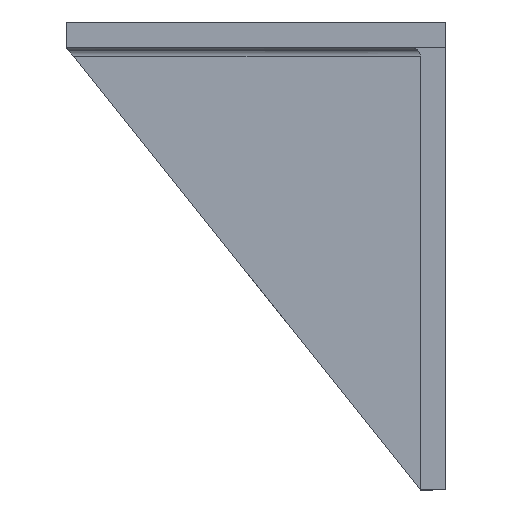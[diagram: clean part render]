
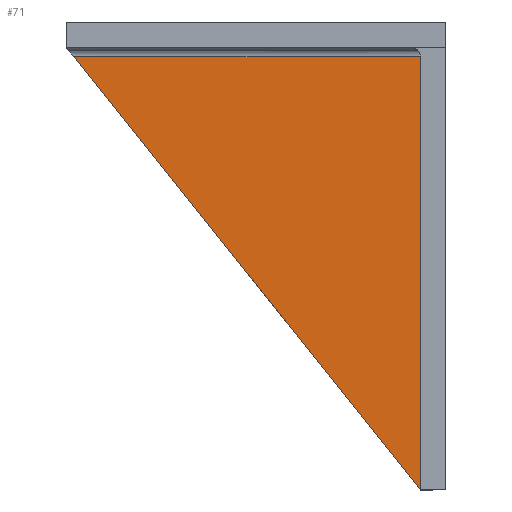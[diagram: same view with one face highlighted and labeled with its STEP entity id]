
A CAD part, top view. The second image highlights one B-rep face of the part: STEP entity #71.
In plain terms, the highlighted planar face has unit normal (0, 0, 1).
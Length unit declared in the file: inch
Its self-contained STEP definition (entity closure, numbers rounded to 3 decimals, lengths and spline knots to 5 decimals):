
#71=ADVANCED_FACE('',(#163),#164,.T.);
#163=FACE_OUTER_BOUND('',#295,.T.);
#164=PLANE('',#296);
#295=EDGE_LOOP('',(#537,#538,#539));
#296=AXIS2_PLACEMENT_3D('',#540,#541,#542);
#537=ORIENTED_EDGE('',*,*,#768,.F.);
#538=ORIENTED_EDGE('',*,*,#804,.F.);
#539=ORIENTED_EDGE('',*,*,#805,.F.);
#540=CARTESIAN_POINT('',(-0.59097,1.37781,0.0625));
#541=DIRECTION('',(0.0,0.0,1.0));
#542=DIRECTION('',(1.0,0.0,0.0));
#768=EDGE_CURVE('',#899,#901,#902,.T.);
#804=EDGE_CURVE('',#966,#899,#967,.T.);
#805=EDGE_CURVE('',#901,#966,#968,.T.);
#899=VERTEX_POINT('',#1093);
#901=VERTEX_POINT('',#1095);
#902=LINE('',#1096,#1097);
#966=VERTEX_POINT('',#1193);
#967=LINE('',#1194,#1195);
#968=LINE('',#1196,#1197);
#1093=CARTESIAN_POINT('',(-1.71402,2.14253,0.0625));
#1095=CARTESIAN_POINT('',(0.0,2.14253,0.0625));
#1096=CARTESIAN_POINT('',(-0.70174,2.14253,0.0625));
#1097=VECTOR('',#1432,1.0);
#1193=CARTESIAN_POINT('',(0.0,0.0,0.0625));
#1194=CARTESIAN_POINT('',(-1.75003,2.18755,0.0625));
#1195=VECTOR('',#1468,1.0);
#1196=CARTESIAN_POINT('',(0.0,0.0,0.0625));
#1197=VECTOR('',#1469,1.0);
#1432=DIRECTION('',(1.0,0.,0.0));
#1468=DIRECTION('',(-0.625,0.781,0.0));
#1469=DIRECTION('',(-0.0,-1.0,-0.0));
